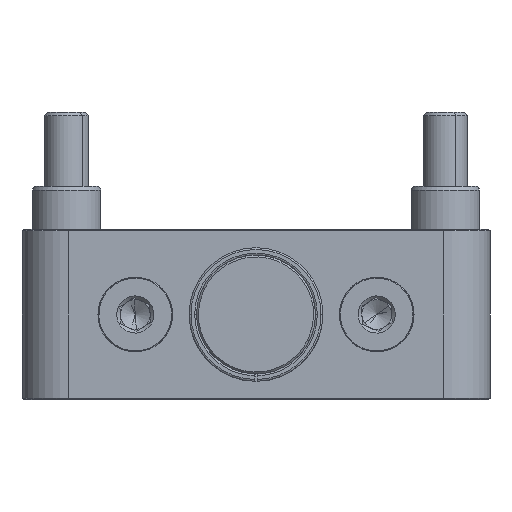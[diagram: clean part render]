
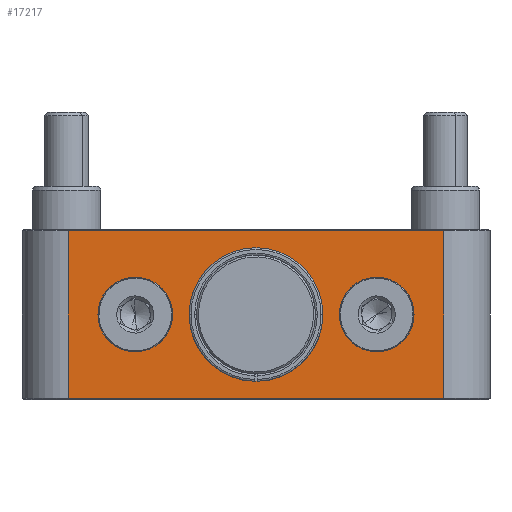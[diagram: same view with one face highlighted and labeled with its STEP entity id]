
A CAD part, front view. The second image highlights one B-rep face of the part: STEP entity #17217.
In plain terms, the highlighted planar face has unit normal (0, -1, 0).
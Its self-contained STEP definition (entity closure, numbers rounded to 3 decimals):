
#142 = VERTEX_POINT ( 'NONE', #2358 ) ;
#390 = CARTESIAN_POINT ( 'NONE',  ( 50.5, -84., -22.5 ) ) ;
#414 = CARTESIAN_POINT ( 'NONE',  ( -63., -84., -23. ) ) ;
#508 = LINE ( 'NONE', #4198, #16732 ) ;
#912 = ORIENTED_EDGE ( 'NONE', *, *, #6122, .F. ) ;
#1034 = DIRECTION ( 'NONE',  ( 0., 0., -1. ) ) ;
#1084 = EDGE_CURVE ( 'NONE', #11990, #142, #508, .T. ) ;
#1132 = DIRECTION ( 'NONE',  ( 0., 0., -1. ) ) ;
#1253 = ORIENTED_EDGE ( 'NONE', *, *, #1084, .T. ) ;
#1281 = ORIENTED_EDGE ( 'NONE', *, *, #5456, .F. ) ;
#1491 = CIRCLE ( 'NONE', #4494, 10.05 ) ;
#1640 = CARTESIAN_POINT ( 'NONE',  ( 32.5, -84., 0. ) ) ;
#1905 = ORIENTED_EDGE ( 'NONE', *, *, #2188, .F. ) ;
#1971 = AXIS2_PLACEMENT_3D ( 'NONE', #16726, #7457, #7345 ) ;
#2002 = LINE ( 'NONE', #14933, #18284 ) ;
#2188 = EDGE_CURVE ( 'NONE', #20948, #20329, #1491, .T. ) ;
#2358 = CARTESIAN_POINT ( 'NONE',  ( -50.5, -84., 22.5 ) ) ;
#2684 = VERTEX_POINT ( 'NONE', #22987 ) ;
#2939 = DIRECTION ( 'NONE',  ( 0., -1., 0. ) ) ;
#3007 = CIRCLE ( 'NONE', #16416, 18. ) ;
#3180 = CARTESIAN_POINT ( 'NONE',  ( 32.5, -84., 0. ) ) ;
#3411 = CARTESIAN_POINT ( 'NONE',  ( 0., -84., 18. ) ) ;
#3892 = EDGE_LOOP ( 'NONE', ( #21636, #912 ) ) ;
#4004 = DIRECTION ( 'NONE',  ( 0., 0., 1. ) ) ;
#4198 = CARTESIAN_POINT ( 'NONE',  ( -63., -84., 22.5 ) ) ;
#4494 = AXIS2_PLACEMENT_3D ( 'NONE', #15732, #19573, #1132 ) ;
#4952 = EDGE_CURVE ( 'NONE', #142, #2684, #16365, .T. ) ;
#5073 = CARTESIAN_POINT ( 'NONE',  ( -32.5, -84., 0. ) ) ;
#5456 = EDGE_CURVE ( 'NONE', #8498, #8874, #3007, .T. ) ;
#5820 = ORIENTED_EDGE ( 'NONE', *, *, #14168, .T. ) ;
#6050 = CARTESIAN_POINT ( 'NONE',  ( -32.5, -84., -10.05 ) ) ;
#6122 = EDGE_CURVE ( 'NONE', #17868, #23427, #19489, .T. ) ;
#7230 = DIRECTION ( 'NONE',  ( 0., 0., -1. ) ) ;
#7345 = DIRECTION ( 'NONE',  ( 0., 0., -1. ) ) ;
#7457 = DIRECTION ( 'NONE',  ( 0., -1., 0. ) ) ;
#7886 = EDGE_CURVE ( 'NONE', #8874, #8498, #16501, .T. ) ;
#7901 = PLANE ( 'NONE',  #8587 ) ;
#7906 = ORIENTED_EDGE ( 'NONE', *, *, #22395, .F. ) ;
#8016 = CARTESIAN_POINT ( 'NONE',  ( 32.5, -84., 10.05 ) ) ;
#8213 = DIRECTION ( 'NONE',  ( 0., -1., 0. ) ) ;
#8346 = AXIS2_PLACEMENT_3D ( 'NONE', #5073, #19847, #1034 ) ;
#8498 = VERTEX_POINT ( 'NONE', #3411 ) ;
#8587 = AXIS2_PLACEMENT_3D ( 'NONE', #414, #9695, #15236 ) ;
#8597 = ORIENTED_EDGE ( 'NONE', *, *, #4952, .T. ) ;
#8673 = DIRECTION ( 'NONE',  ( 0., -1., 0. ) ) ;
#8874 = VERTEX_POINT ( 'NONE', #9947 ) ;
#9084 = VERTEX_POINT ( 'NONE', #390 ) ;
#9592 = FACE_BOUND ( 'NONE', #14834, .T. ) ;
#9695 = DIRECTION ( 'NONE',  ( 0., -1., 0. ) ) ;
#9947 = CARTESIAN_POINT ( 'NONE',  ( 0., -84., -18. ) ) ;
#10015 = CARTESIAN_POINT ( 'NONE',  ( 0., -84., 0. ) ) ;
#10194 = VECTOR ( 'NONE', #10520, 1000. ) ;
#10520 = DIRECTION ( 'NONE',  ( 1., 0., 0. ) ) ;
#11263 = FACE_BOUND ( 'NONE', #3892, .T. ) ;
#11497 = DIRECTION ( 'NONE',  ( -1., 0., 0. ) ) ;
#11990 = VERTEX_POINT ( 'NONE', #15689 ) ;
#12195 = AXIS2_PLACEMENT_3D ( 'NONE', #1640, #8673, #16006 ) ;
#12362 = EDGE_LOOP ( 'NONE', ( #8597, #17728, #5820, #1253 ) ) ;
#12556 = CIRCLE ( 'NONE', #8346, 10.05 ) ;
#13342 = EDGE_CURVE ( 'NONE', #2684, #9084, #21074, .T. ) ;
#14083 = DIRECTION ( 'NONE',  ( 0., 0., -1. ) ) ;
#14168 = EDGE_CURVE ( 'NONE', #9084, #11990, #2002, .T. ) ;
#14364 = VECTOR ( 'NONE', #7230, 1000. ) ;
#14834 = EDGE_LOOP ( 'NONE', ( #22610, #1281 ) ) ;
#14933 = CARTESIAN_POINT ( 'NONE',  ( 50.5, -84., -23. ) ) ;
#15236 = DIRECTION ( 'NONE',  ( 0., 0., -1. ) ) ;
#15689 = CARTESIAN_POINT ( 'NONE',  ( 50.5, -84., 22.5 ) ) ;
#15732 = CARTESIAN_POINT ( 'NONE',  ( -32.5, -84., 0. ) ) ;
#16006 = DIRECTION ( 'NONE',  ( 0., 0., -1. ) ) ;
#16333 = EDGE_CURVE ( 'NONE', #23427, #17868, #16799, .T. ) ;
#16365 = LINE ( 'NONE', #23642, #14364 ) ;
#16416 = AXIS2_PLACEMENT_3D ( 'NONE', #10015, #8213, #21059 ) ;
#16501 = CIRCLE ( 'NONE', #1971, 18. ) ;
#16569 = CARTESIAN_POINT ( 'NONE',  ( -32.5, -84., 10.05 ) ) ;
#16726 = CARTESIAN_POINT ( 'NONE',  ( 0., -84., 0. ) ) ;
#16732 = VECTOR ( 'NONE', #11497, 1000. ) ;
#16799 = CIRCLE ( 'NONE', #19079, 10.05 ) ;
#17217 = ADVANCED_FACE ( 'NONE', ( #11263, #20652, #9592, #22297 ), #7901, .T. ) ;
#17728 = ORIENTED_EDGE ( 'NONE', *, *, #13342, .T. ) ;
#17868 = VERTEX_POINT ( 'NONE', #8016 ) ;
#18284 = VECTOR ( 'NONE', #4004, 1000. ) ;
#18330 = EDGE_LOOP ( 'NONE', ( #7906, #1905 ) ) ;
#19079 = AXIS2_PLACEMENT_3D ( 'NONE', #3180, #2939, #14083 ) ;
#19404 = CARTESIAN_POINT ( 'NONE',  ( 50.5, -84., -22.5 ) ) ;
#19489 = CIRCLE ( 'NONE', #12195, 10.05 ) ;
#19519 = CARTESIAN_POINT ( 'NONE',  ( 32.5, -84., -10.05 ) ) ;
#19573 = DIRECTION ( 'NONE',  ( 0., -1., 0. ) ) ;
#19847 = DIRECTION ( 'NONE',  ( 0., -1., 0. ) ) ;
#20329 = VERTEX_POINT ( 'NONE', #6050 ) ;
#20652 = FACE_BOUND ( 'NONE', #18330, .T. ) ;
#20948 = VERTEX_POINT ( 'NONE', #16569 ) ;
#21059 = DIRECTION ( 'NONE',  ( 0., 0., -1. ) ) ;
#21074 = LINE ( 'NONE', #19404, #10194 ) ;
#21636 = ORIENTED_EDGE ( 'NONE', *, *, #16333, .F. ) ;
#22297 = FACE_OUTER_BOUND ( 'NONE', #12362, .T. ) ;
#22395 = EDGE_CURVE ( 'NONE', #20329, #20948, #12556, .T. ) ;
#22610 = ORIENTED_EDGE ( 'NONE', *, *, #7886, .F. ) ;
#22987 = CARTESIAN_POINT ( 'NONE',  ( -50.5, -84., -22.5 ) ) ;
#23427 = VERTEX_POINT ( 'NONE', #19519 ) ;
#23642 = CARTESIAN_POINT ( 'NONE',  ( -50.5, -84., -23. ) ) ;
